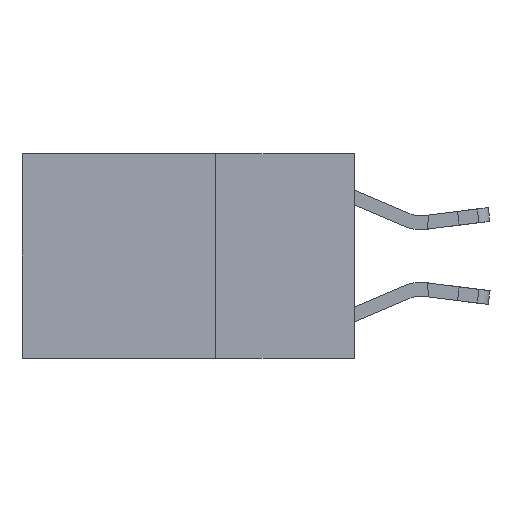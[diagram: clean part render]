
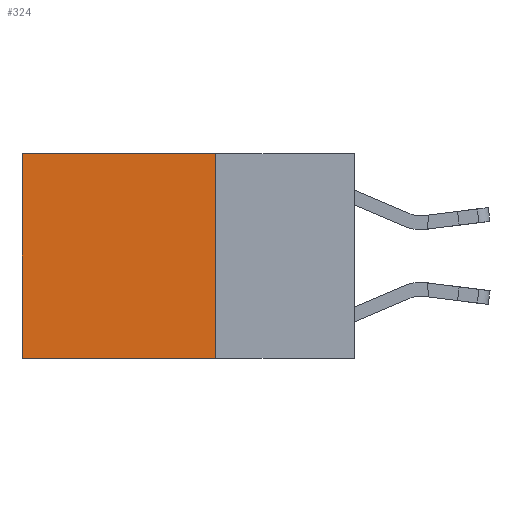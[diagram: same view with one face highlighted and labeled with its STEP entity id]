
A CAD part, left-side view. The second image highlights one B-rep face of the part: STEP entity #324.
In plain terms, the highlighted planar face has unit normal (-1, 0, 0).
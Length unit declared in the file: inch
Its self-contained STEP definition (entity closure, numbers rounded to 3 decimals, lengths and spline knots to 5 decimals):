
#324 = ADVANCED_FACE ( 'NONE', ( #4980 ), #11401, .F. ) ;
#740 = VECTOR ( 'NONE', #2559, 39.37008 ) ;
#826 = CARTESIAN_POINT ( 'NONE',  ( 0.2625, 0.6, -0.37 ) ) ;
#1007 = EDGE_LOOP ( 'NONE', ( #9146, #12108, #4301, #7138 ) ) ;
#1466 = DIRECTION ( 'NONE',  ( 0., 0., -1. ) ) ;
#1801 = VERTEX_POINT ( 'NONE', #13302 ) ;
#2443 = VERTEX_POINT ( 'NONE', #8976 ) ;
#2559 = DIRECTION ( 'NONE',  ( 0., 0., -1. ) ) ;
#2683 = VERTEX_POINT ( 'NONE', #4283 ) ;
#2983 = CARTESIAN_POINT ( 'NONE',  ( 0.2625, 0.25, 0. ) ) ;
#3138 = LINE ( 'NONE', #6733, #5531 ) ;
#3448 = DIRECTION ( 'NONE',  ( 1., 0., 0. ) ) ;
#4283 = CARTESIAN_POINT ( 'NONE',  ( 0.2625, 0.6, 0. ) ) ;
#4301 = ORIENTED_EDGE ( 'NONE', *, *, #7739, .F. ) ;
#4980 = FACE_OUTER_BOUND ( 'NONE', #1007, .T. ) ;
#5170 = VECTOR ( 'NONE', #8484, 39.37008 ) ;
#5531 = VECTOR ( 'NONE', #5618, 39.37008 ) ;
#5618 = DIRECTION ( 'NONE',  ( 0., 1., 0. ) ) ;
#5656 = EDGE_CURVE ( 'NONE', #1801, #2683, #7269, .T. ) ;
#6038 = LINE ( 'NONE', #7747, #740 ) ;
#6302 = EDGE_CURVE ( 'NONE', #2443, #10784, #3138, .T. ) ;
#6733 = CARTESIAN_POINT ( 'NONE',  ( 0.2625, 0.25, -0.37 ) ) ;
#7138 = ORIENTED_EDGE ( 'NONE', *, *, #5656, .T. ) ;
#7269 = LINE ( 'NONE', #2983, #13177 ) ;
#7739 = EDGE_CURVE ( 'NONE', #1801, #2443, #13283, .T. ) ;
#7747 = CARTESIAN_POINT ( 'NONE',  ( 0.2625, 0.6, 0. ) ) ;
#7932 = EDGE_CURVE ( 'NONE', #2683, #10784, #6038, .T. ) ;
#8332 = CARTESIAN_POINT ( 'NONE',  ( 0.2625, 0.25, 0. ) ) ;
#8484 = DIRECTION ( 'NONE',  ( 0., 0., -1. ) ) ;
#8976 = CARTESIAN_POINT ( 'NONE',  ( 0.2625, 0.25, -0.37 ) ) ;
#9146 = ORIENTED_EDGE ( 'NONE', *, *, #7932, .T. ) ;
#10784 = VERTEX_POINT ( 'NONE', #826 ) ;
#10811 = AXIS2_PLACEMENT_3D ( 'NONE', #8332, #3448, #1466 ) ;
#11401 = PLANE ( 'NONE',  #10811 ) ;
#12108 = ORIENTED_EDGE ( 'NONE', *, *, #6302, .F. ) ;
#12463 = CARTESIAN_POINT ( 'NONE',  ( 0.2625, 0.25, 0. ) ) ;
#13114 = DIRECTION ( 'NONE',  ( 0., 1., 0. ) ) ;
#13177 = VECTOR ( 'NONE', #13114, 39.37008 ) ;
#13283 = LINE ( 'NONE', #12463, #5170 ) ;
#13302 = CARTESIAN_POINT ( 'NONE',  ( 0.2625, 0.25, 0. ) ) ;
